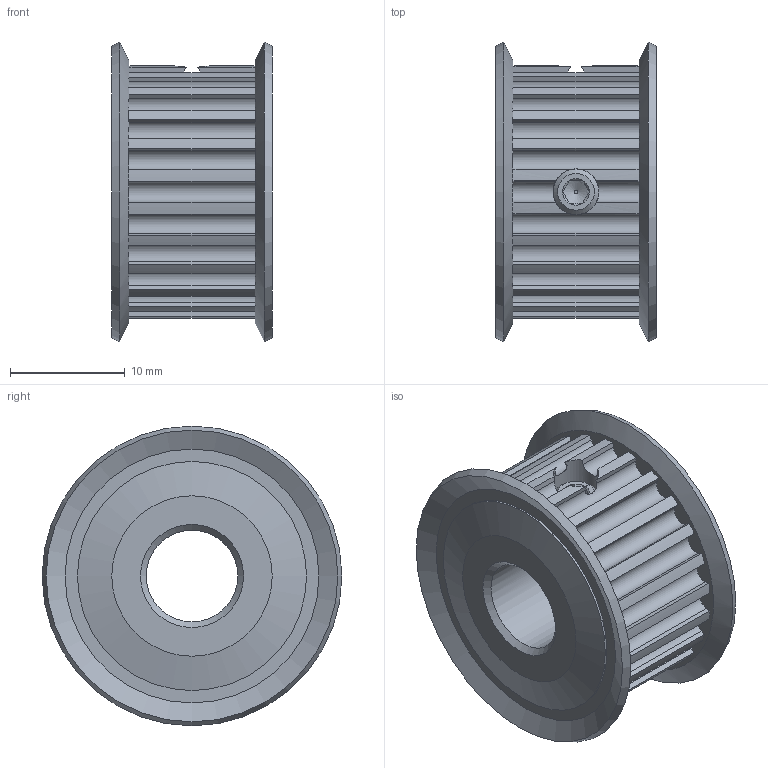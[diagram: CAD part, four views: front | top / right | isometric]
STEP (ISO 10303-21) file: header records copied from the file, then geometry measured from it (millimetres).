
FILE_DESCRIPTION(('FreeCAD Model'),'2;1');
FILE_NAME('Open CASCADE Shape Model','2024-11-09T20:18:04',(''),(''), 'Open CASCADE STEP processor 7.6','FreeCAD','Unknown');
FILE_SCHEMA(('CONFIG_CONTROL_DESIGN','SHAPE_APPEARANCE_LAYER_MIM'));
Length unit declared in the file: millimetre
Products named in the file (4): HTD_3M_24_Tooth_Hubless_Pulley_8mm_Bore; Cut001; M4x5-Screw; M4x5-Screw001
Assembly tree (3 placements, depth 2):
  HTD_3M_24_Tooth_Hubless_Pulley_8mm_Bore
    Cut001
    M4x5-Screw
    M4x5-Screw001
Bounding box: 14 x 26.16 x 26.16 mm (x, y, z)
Volume: 4126.8 mm3; surface area: 3332.8 mm2
Topology: 3 solids, 3 shells, 159 faces, 529 edges, 379 vertices
Faces by surface type: plane 80, cylinder 61, cone 18
Full cylindrical faces by diameter (mm): 4 x4, 8 x1, 20 x2
Entity records: 15329 total; most frequent: CARTESIAN_POINT 4889, DIRECTION 1934, ORIENTED_EDGE 1058, PCURVE 1058, DEFINITIONAL_REPRESENTATION 1058, LINE 860, VECTOR 860, EDGE_CURVE 529
